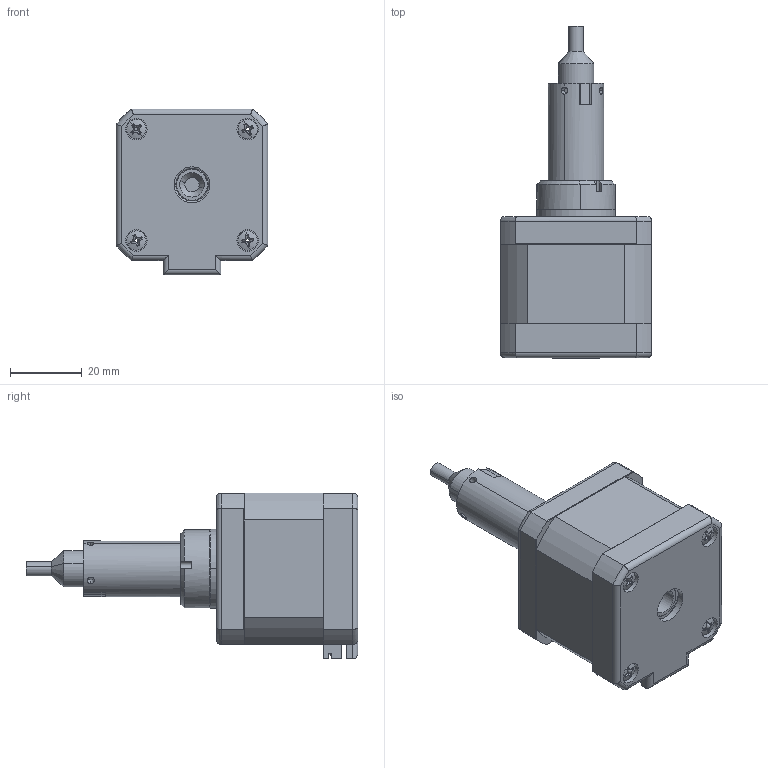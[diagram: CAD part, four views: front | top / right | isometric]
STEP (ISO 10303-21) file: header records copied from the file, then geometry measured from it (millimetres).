
FILE_DESCRIPTION (( 'STEP AP203' ), '1' );
FILE_NAME ('LC172S-E06063-25-S-100.STEP', '2019-03-01T01:08:13', ( 'Sky123.Org' ), ( 'Sky123.Org' ), 'SwSTEP 2.0', 'SolidWorks 2014', '' );
FILE_SCHEMA (( 'CONFIG_CONTROL_DESIGN' ));
Length unit declared in the file: millimetre
Products named in the file (1): LC172S-E06063-25-S-100
Bounding box: 42.2 x 92.4 x 46.2 mm (x, y, z)
Surface area: 17172.1 mm2 (no closed solid volume)
Topology: 0 solids, 18 shells, 321 faces, 1831 edges, 1523 vertices
Faces by surface type: plane 181, cylinder 76, cone 44, torus 12, sphere 8
Entity records: 19105 total; most frequent: CARTESIAN_POINT 4696, DIRECTION 3117, ORIENTED_EDGE 2608, EDGE_CURVE 1831, VERTEX_POINT 1523, AXIS2_PLACEMENT_3D 1120, LINE 877, VECTOR 877
